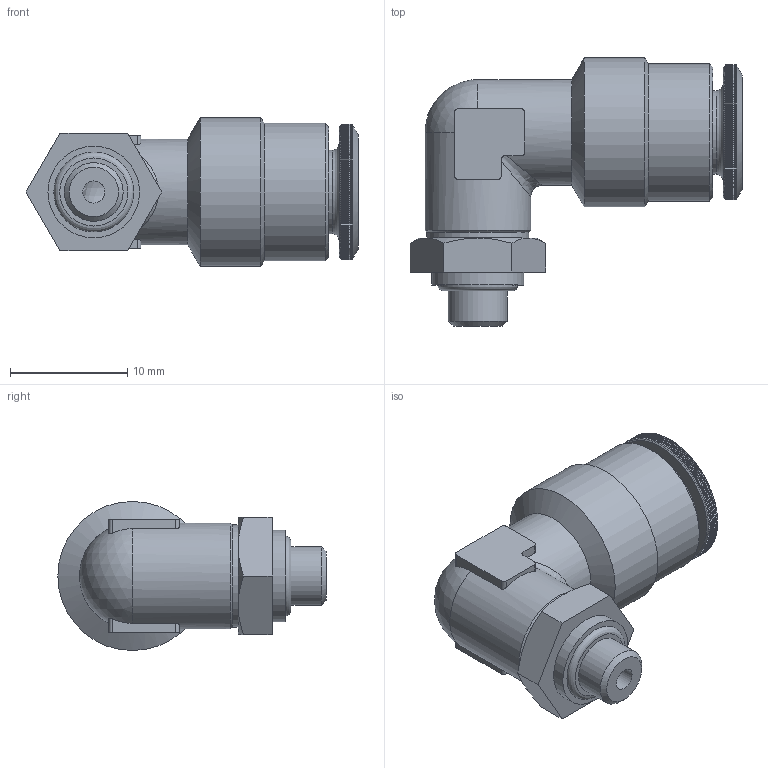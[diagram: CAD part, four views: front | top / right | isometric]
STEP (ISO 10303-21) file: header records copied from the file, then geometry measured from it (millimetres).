
FILE_DESCRIPTION((''),'2;1');
FILE_NAME('Schlauchanschluss_M5_90Grad fuer 6er Schlauch_A26003908.stp','2009-03-23T15:57:39',('ScheitB'),(''),'Autodesk Inventor 10','Autodesk Inventor 10','');
FILE_SCHEMA(('AUTOMOTIVE_DESIGN { 1 0 10303 214 1 1 1 1 }'));
Length unit declared in the file: millimetre
Products named in the file (1): angea23a
Bounding box: 28.27 x 22.85 x 12.7 mm (x, y, z)
Volume: 2306.5 mm3; surface area: 2087.9 mm2
Topology: 1 solids, 1 shells, 671 faces, 1973 edges, 1309 vertices
Faces by surface type: plane 428, cylinder 222, cone 13, bspline 5, sphere 2, torus 1
Full cylindrical faces by diameter (mm): 1.9 x1, 5 x1, 6 x1, 7.1 x1, 7.8 x1, 8.7 x1, 9 x2, 11.7 x1, 12.7 x1
Entity records: 21652 total; most frequent: CARTESIAN_POINT 5933, ORIENTED_EDGE 3886, DIRECTION 2906, EDGE_CURVE 1943, VERTEX_POINT 1303, AXIS2_PLACEMENT_3D 1125, EDGE_LOOP 702, FACE_OUTER_BOUND 671
